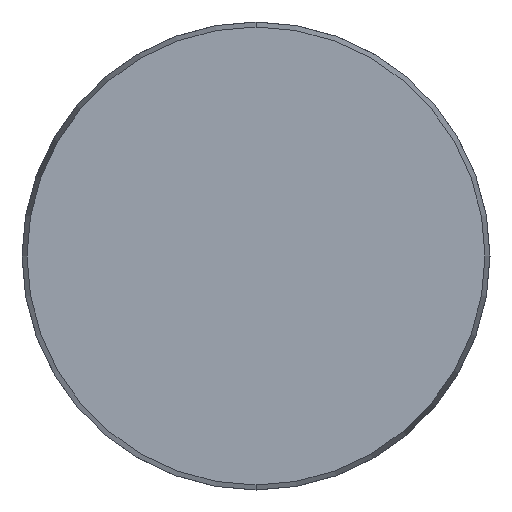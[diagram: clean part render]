
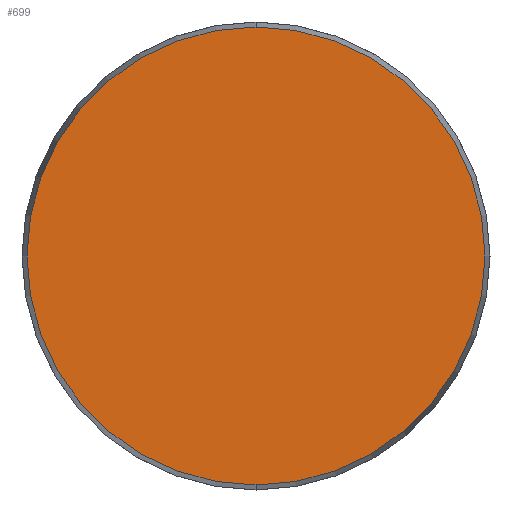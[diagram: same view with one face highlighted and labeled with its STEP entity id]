
A CAD part, front view. The second image highlights one B-rep face of the part: STEP entity #699.
In plain terms, the highlighted planar face has unit normal (0, -1, 0).
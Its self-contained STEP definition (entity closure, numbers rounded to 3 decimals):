
#140 = FACE_OUTER_BOUND ( 'NONE', #880, .T. ) ;
#250 = CIRCLE ( 'NONE', #394, 39.143 ) ;
#261 = CARTESIAN_POINT ( 'NONE',  ( 0., 0., 0. ) ) ;
#324 = CARTESIAN_POINT ( 'NONE',  ( 0., 0., 0. ) ) ;
#334 = CARTESIAN_POINT ( 'NONE',  ( -39.143, 0., 0. ) ) ;
#344 = AXIS2_PLACEMENT_3D ( 'NONE', #324, #1249, #404 ) ;
#384 = CARTESIAN_POINT ( 'NONE',  ( 0., 0., 39.143 ) ) ;
#394 = AXIS2_PLACEMENT_3D ( 'NONE', #261, #663, #976 ) ;
#404 = DIRECTION ( 'NONE',  ( 0., 0., -1. ) ) ;
#407 = VERTEX_POINT ( 'NONE', #498 ) ;
#470 = EDGE_CURVE ( 'NONE', #1203, #407, #1034, .T. ) ;
#498 = CARTESIAN_POINT ( 'NONE',  ( 0., 0., -39.143 ) ) ;
#548 = DIRECTION ( 'NONE',  ( 0., 0., 1. ) ) ;
#560 = PLANE ( 'NONE',  #933 ) ;
#663 = DIRECTION ( 'NONE',  ( 0., -1., 0. ) ) ;
#699 = ADVANCED_FACE ( 'NONE', ( #140 ), #560, .F. ) ;
#743 = DIRECTION ( 'NONE',  ( 0., 1., 0. ) ) ;
#880 = EDGE_LOOP ( 'NONE', ( #1087, #1000 ) ) ;
#933 = AXIS2_PLACEMENT_3D ( 'NONE', #334, #743, #548 ) ;
#976 = DIRECTION ( 'NONE',  ( 0., 0., -1. ) ) ;
#1000 = ORIENTED_EDGE ( 'NONE', *, *, #1122, .T. ) ;
#1034 = CIRCLE ( 'NONE', #344, 39.143 ) ;
#1087 = ORIENTED_EDGE ( 'NONE', *, *, #470, .T. ) ;
#1122 = EDGE_CURVE ( 'NONE', #407, #1203, #250, .T. ) ;
#1203 = VERTEX_POINT ( 'NONE', #384 ) ;
#1249 = DIRECTION ( 'NONE',  ( 0., -1., 0. ) ) ;
